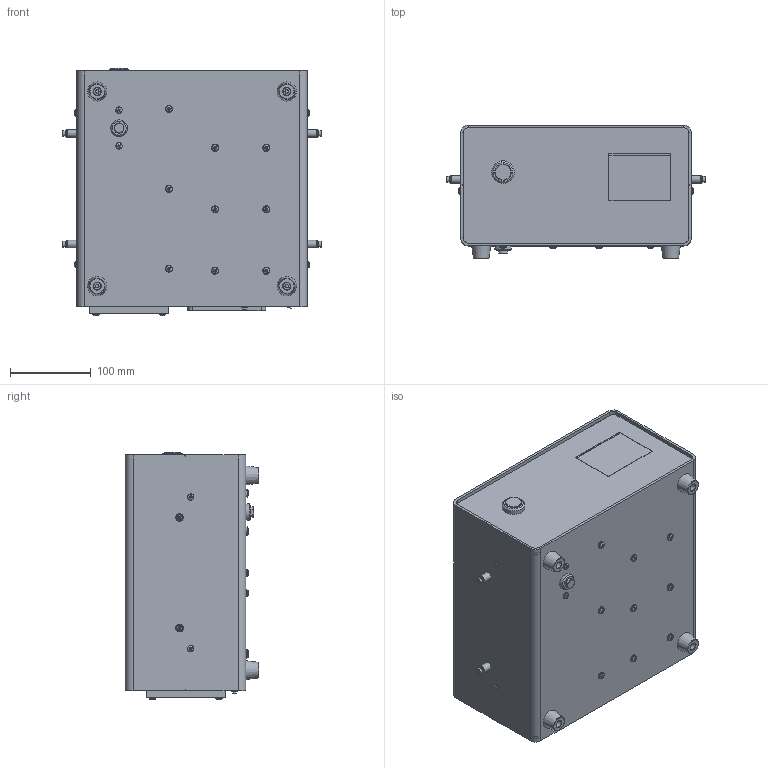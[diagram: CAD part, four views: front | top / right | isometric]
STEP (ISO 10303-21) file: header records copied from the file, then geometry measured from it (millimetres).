
FILE_DESCRIPTION (( 'STEP AP203' ), '1' );
FILE_NAME ('CD-41015 BW3.0.STEP', '2018-01-31T14:29:18', ( '' ), ( '' ), 'SwSTEP 2.0', 'SolidWorks 2017', '' );
FILE_SCHEMA (( 'CONFIG_CONTROL_DESIGN' ));
Length unit declared in the file: inch
Products named in the file (1): CD-41015 BW3.0
Bounding box: 321.57 x 165.23 x 306.87 mm (x, y, z)
Volume: 12257664.7 mm3; surface area: 376591.7 mm2
Topology: 1 solids, 1 shells, 1004 faces, 2526 edges, 1632 vertices
Faces by surface type: plane 608, cylinder 174, cone 132, torus 39, sphere 37, bspline 14
Full cylindrical faces by diameter (mm): 1.143 x15, 2.083 x15, 2.261 x2, 3.3 x1, 4 x1, 4.42 x4, 5.105 x1, 6.35 x1, 7.11 x4, 8 x21, 8.25 x2, 8.8 x9, 9.054 x4, 9.119 x4, 9.525 x1, 9.53 x4, 20.472 x1, 20.574 x1, 28.067 x1
Entity records: 29114 total; most frequent: CARTESIAN_POINT 6112, DIRECTION 4869, ORIENTED_EDGE 4444, EDGE_CURVE 2222, AXIS2_PLACEMENT_3D 1864, VERTEX_POINT 1533, EDGE_LOOP 1317, FACE_OUTER_BOUND 1156
